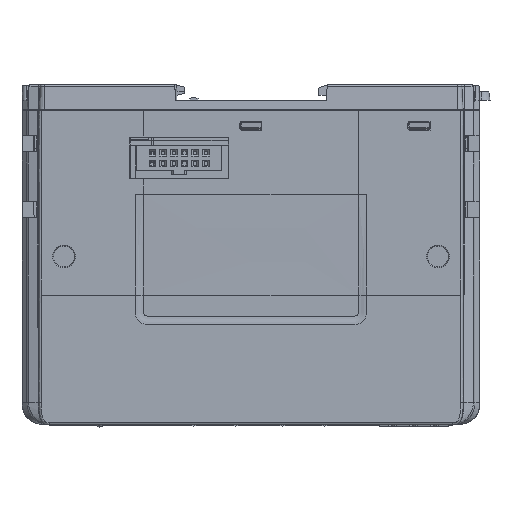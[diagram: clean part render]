
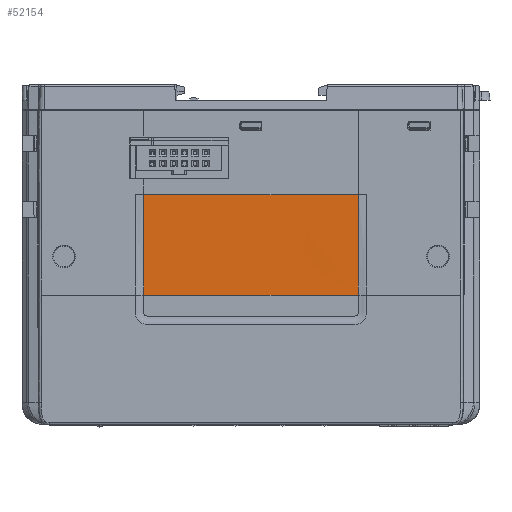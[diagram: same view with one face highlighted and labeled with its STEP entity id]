
A CAD part, top view. The second image highlights one B-rep face of the part: STEP entity #52154.
In plain terms, the highlighted free-form (B-spline) face has degree [3, 3] with [7, 4] control points.
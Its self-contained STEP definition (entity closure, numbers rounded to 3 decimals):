
#11095 = VERTEX_POINT ( 'NONE', #59274 ) ;
#11116 = VERTEX_POINT ( 'NONE', #59295 ) ;
#11118 = VERTEX_POINT ( 'NONE', #59297 ) ;
#11123 = VERTEX_POINT ( 'NONE', #59302 ) ;
#15451 = CARTESIAN_POINT ( 'NONE',  ( 25.537, -43.918, 13.2 ) ) ;
#15460 = CARTESIAN_POINT ( 'NONE',  ( 25.537, -35.945, 13.2 ) ) ;
#15461 = CARTESIAN_POINT ( 'NONE',  ( 25.537, -27.973, 13.5 ) ) ;
#15462 = CARTESIAN_POINT ( 'NONE',  ( 25.537, -20., 13.5 ) ) ;
#17979 = EDGE_CURVE ( 'NONE', #11116, #11123, #56317, .T. ) ;
#17980 = EDGE_CURVE ( 'NONE', #11118, #11095, #56300, .T. ) ;
#18039 = EDGE_CURVE ( 'NONE', #11118, #11116, #38294, .T. ) ;
#18125 = EDGE_CURVE ( 'NONE', #11095, #11123, #38317, .T. ) ;
#32411 = VECTOR ( 'NONE', #56330, 1000. ) ;
#32415 = VECTOR ( 'NONE', #56323, 1000. ) ;
#38294 = B_SPLINE_CURVE_WITH_KNOTS ( 'NONE', 3,
 ( #56938, #56914, #56972, #56974, #56976 ),
 .UNSPECIFIED., .F., .F.,
 ( 4, 1, 4 ),
 ( 0., 0.5, 1. ),
 .UNSPECIFIED. ) ;
#38317 = B_SPLINE_CURVE_WITH_KNOTS ( 'NONE', 3,
 ( #15451, #15460, #15461, #15462 ),
 .UNSPECIFIED., .F., .F.,
 ( 4, 4 ),
 ( 0., 1. ),
 .UNSPECIFIED. ) ;
#38457 = B_SPLINE_SURFACE_WITH_KNOTS ( 'NONE', 3, 3, ( 
 ( #49611, #49606, #49613, #49614 ),
 ( #49615, #49616, #49617, #49618 ),
 ( #49619, #49620, #49621, #49622 ),
 ( #49623, #49624, #49625, #49626 ),
 ( #49627, #49628, #49629, #49630 ),
 ( #49631, #49632, #49633, #49634 ),
 ( #49635, #49636, #49637, #49638 ) ),
 .UNSPECIFIED., .F., .F., .F.,
 ( 4, 1, 1, 1, 4 ),
 ( 4, 4 ),
 ( 0., 0.25, 0.5, 0.75, 1. ),
 ( 0., 1. ),
 .UNSPECIFIED. ) ;
#40477 = ORIENTED_EDGE ( 'NONE', *, *, #17980, .T. ) ;
#40479 = ORIENTED_EDGE ( 'NONE', *, *, #18125, .T. ) ;
#40481 = ORIENTED_EDGE ( 'NONE', *, *, #17979, .F. ) ;
#40483 = ORIENTED_EDGE ( 'NONE', *, *, #18039, .F. ) ;
#49606 = CARTESIAN_POINT ( 'NONE',  ( -25.537, -35.945, 13.2 ) ) ;
#49610 = FACE_OUTER_BOUND ( 'NONE', #52976, .T. ) ;
#49611 = CARTESIAN_POINT ( 'NONE',  ( -25.537, -43.918, 13.2 ) ) ;
#49613 = CARTESIAN_POINT ( 'NONE',  ( -25.537, -27.973, 13.5 ) ) ;
#49614 = CARTESIAN_POINT ( 'NONE',  ( -25.537, -20., 13.5 ) ) ;
#49615 = CARTESIAN_POINT ( 'NONE',  ( -21.28, -43.918, 13.2 ) ) ;
#49616 = CARTESIAN_POINT ( 'NONE',  ( -21.28, -35.945, 13.2 ) ) ;
#49617 = CARTESIAN_POINT ( 'NONE',  ( -21.28, -27.973, 13.5 ) ) ;
#49618 = CARTESIAN_POINT ( 'NONE',  ( -21.28, -20., 13.5 ) ) ;
#49619 = CARTESIAN_POINT ( 'NONE',  ( -12.768, -43.918, 13.2 ) ) ;
#49620 = CARTESIAN_POINT ( 'NONE',  ( -12.768, -35.945, 13.2 ) ) ;
#49621 = CARTESIAN_POINT ( 'NONE',  ( -12.768, -27.973, 13.5 ) ) ;
#49622 = CARTESIAN_POINT ( 'NONE',  ( -12.768, -20., 13.5 ) ) ;
#49623 = CARTESIAN_POINT ( 'NONE',  ( 0., -43.918, 13.2 ) ) ;
#49624 = CARTESIAN_POINT ( 'NONE',  ( 0., -35.945, 13.2 ) ) ;
#49625 = CARTESIAN_POINT ( 'NONE',  ( 0., -27.973, 13.5 ) ) ;
#49626 = CARTESIAN_POINT ( 'NONE',  ( 0., -20., 13.5 ) ) ;
#49627 = CARTESIAN_POINT ( 'NONE',  ( 12.768, -43.918, 13.2 ) ) ;
#49628 = CARTESIAN_POINT ( 'NONE',  ( 12.768, -35.945, 13.2 ) ) ;
#49629 = CARTESIAN_POINT ( 'NONE',  ( 12.768, -27.973, 13.5 ) ) ;
#49630 = CARTESIAN_POINT ( 'NONE',  ( 12.768, -20., 13.5 ) ) ;
#49631 = CARTESIAN_POINT ( 'NONE',  ( 21.28, -43.918, 13.2 ) ) ;
#49632 = CARTESIAN_POINT ( 'NONE',  ( 21.28, -35.945, 13.2 ) ) ;
#49633 = CARTESIAN_POINT ( 'NONE',  ( 21.28, -27.973, 13.5 ) ) ;
#49634 = CARTESIAN_POINT ( 'NONE',  ( 21.28, -20., 13.5 ) ) ;
#49635 = CARTESIAN_POINT ( 'NONE',  ( 25.537, -43.918, 13.2 ) ) ;
#49636 = CARTESIAN_POINT ( 'NONE',  ( 25.537, -35.945, 13.2 ) ) ;
#49637 = CARTESIAN_POINT ( 'NONE',  ( 25.537, -27.973, 13.5 ) ) ;
#49638 = CARTESIAN_POINT ( 'NONE',  ( 25.537, -20., 13.5 ) ) ;
#52154 = ADVANCED_FACE ( 'NONE', ( #49610 ), #38457, .T. ) ;
#52976 = EDGE_LOOP ( 'NONE', ( #40477, #40479, #40481, #40483 ) ) ;
#56300 = LINE ( 'NONE', #56325, #32411 ) ;
#56317 = LINE ( 'NONE', #56321, #32415 ) ;
#56321 = CARTESIAN_POINT ( 'NONE',  ( -48., -20., 13.5 ) ) ;
#56323 = DIRECTION ( 'NONE',  ( 1., 0., 0. ) ) ;
#56325 = CARTESIAN_POINT ( 'NONE',  ( 0., -43.918, 13.2 ) ) ;
#56330 = DIRECTION ( 'NONE',  ( 1., 0., 0. ) ) ;
#56914 = CARTESIAN_POINT ( 'NONE',  ( -25.537, -39.932, 13.2 ) ) ;
#56938 = CARTESIAN_POINT ( 'NONE',  ( -25.537, -43.918, 13.2 ) ) ;
#56972 = CARTESIAN_POINT ( 'NONE',  ( -25.537, -31.959, 13.35 ) ) ;
#56974 = CARTESIAN_POINT ( 'NONE',  ( -25.537, -23.987, 13.5 ) ) ;
#56976 = CARTESIAN_POINT ( 'NONE',  ( -25.537, -20., 13.5 ) ) ;
#59274 = CARTESIAN_POINT ( 'NONE',  ( 25.537, -43.918, 13.2 ) ) ;
#59295 = CARTESIAN_POINT ( 'NONE',  ( -25.537, -20., 13.5 ) ) ;
#59297 = CARTESIAN_POINT ( 'NONE',  ( -25.537, -43.918, 13.2 ) ) ;
#59302 = CARTESIAN_POINT ( 'NONE',  ( 25.537, -20., 13.5 ) ) ;
